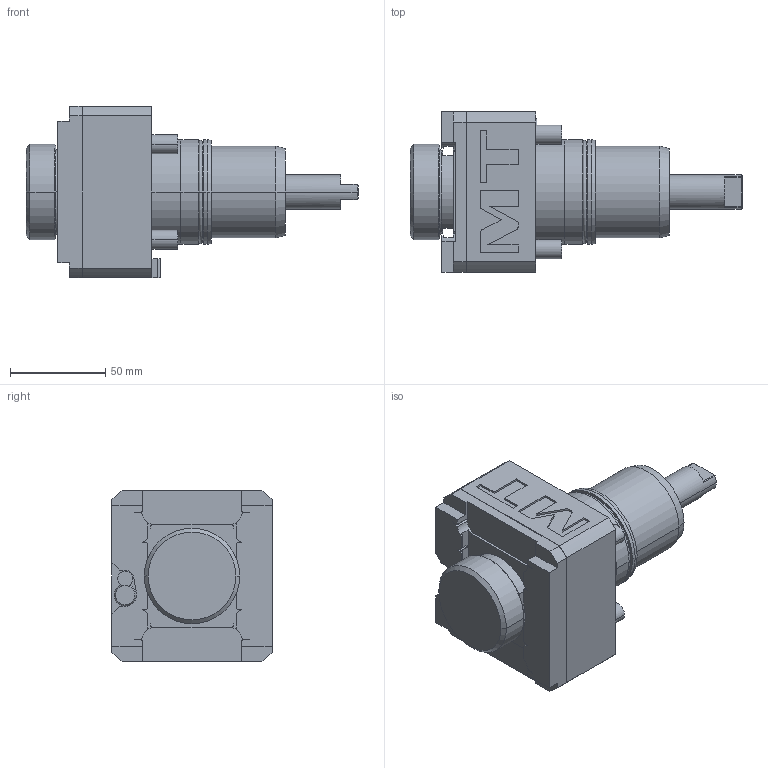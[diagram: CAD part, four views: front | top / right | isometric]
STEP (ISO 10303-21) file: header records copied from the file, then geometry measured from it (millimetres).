
FILE_DESCRIPTION((''),'2;1');
FILE_NAME('NKM1830432_CONF','2023-03-09T15:14:24',('sterribile'),('M.T. srl'),'CREO PARAMETRIC BY PTC INC, 2021072','CREO PARAMETRIC BY PTC INC, 2021072','');
FILE_SCHEMA(('CONFIG_CONTROL_DESIGN'));
Length unit declared in the file: millimetre
Products named in the file (1): NKM1830432_CONF
Bounding box: 174 x 84 x 90 mm (x, y, z)
Volume: 530086.9 mm3; surface area: 64962.7 mm2
Topology: 1 solids, 1 shells, 290 faces, 748 edges, 488 vertices
Faces by surface type: plane 165, cylinder 92, cone 16, torus 12, extrusion 4, sphere 1
Entity records: 8934 total; most frequent: CARTESIAN_POINT 1576, DIRECTION 1570, ORIENTED_EDGE 1496, EDGE_CURVE 748, AXIS2_PLACEMENT_3D 544, VERTEX_POINT 488, VECTOR 482, LINE 478
